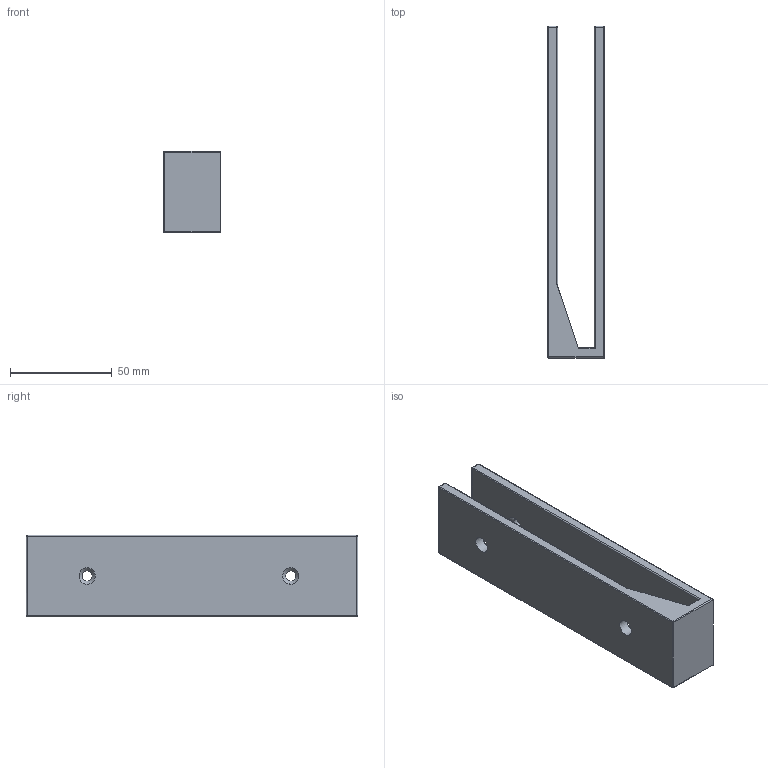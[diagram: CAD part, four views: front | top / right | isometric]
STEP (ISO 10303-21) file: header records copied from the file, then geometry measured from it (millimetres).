
FILE_DESCRIPTION(/* description */ ('Alibre Inc.'),/* implementation_level */ '2;1');
FILE_NAME(/* name */ 'export-E9C8C93E-95DA-47BF-80DB-B0A5AFE10153',/* time_stamp */ '2024-07-02T17:27:41-04:00',/* author */ (''),/* organization */ (''),/* preprocessor_version */ 'ST-DEVELOPER v17',/* originating_system */ 'Alibre',/* authorisation */ '');
FILE_SCHEMA (('CONFIG_CONTROL_DESIGN'));
Length unit declared in the file: centimetre
Bounding box: 28 x 163 x 40 mm (x, y, z)
Volume: 73918.9 mm3; surface area: 31179.7 mm2
Topology: 1 solids, 1 shells, 40 faces, 100 edges, 55 vertices
Faces by surface type: cylinder 21, plane 11, sphere 6, cone 2
Full cylindrical faces by diameter (mm): 5 x2, 8 x2
Entity records: 1173 total; most frequent: DIRECTION 195, CARTESIAN_POINT 178, ORIENTED_EDGE 172, EDGE_CURVE 86, AXIS2_PLACEMENT_3D 81, VERTEX_POINT 53, EDGE_LOOP 53, FACE_BOUND 53
